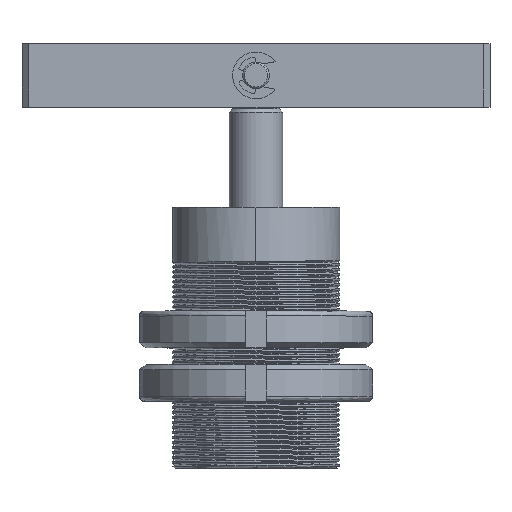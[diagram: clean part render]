
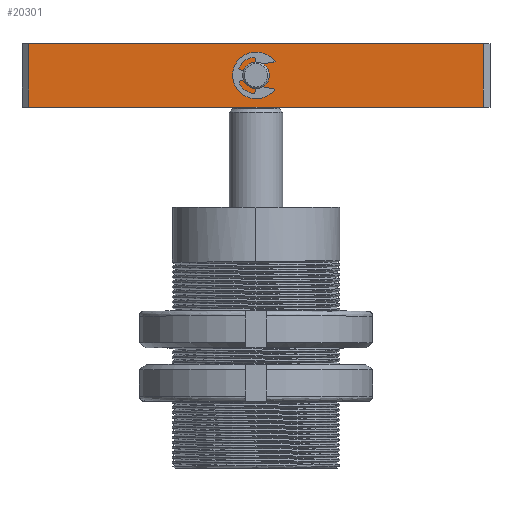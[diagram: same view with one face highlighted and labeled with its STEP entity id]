
A CAD part, top view. The second image highlights one B-rep face of the part: STEP entity #20301.
In plain terms, the highlighted face is planar.
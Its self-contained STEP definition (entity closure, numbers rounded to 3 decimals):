
#614 = DIRECTION ( 'NONE',  ( 0., 0., 1. ) ) ;
#3516 = CARTESIAN_POINT ( 'NONE',  ( 13462.757, 2336.591, 9.5 ) ) ;
#4359 = DIRECTION ( 'NONE',  ( 0., 0., 1. ) ) ;
#5175 = VECTOR ( 'NONE', #33130, 1000. ) ;
#5366 = CARTESIAN_POINT ( 'NONE',  ( 13530.757, 2336.591, 19. ) ) ;
#7053 = CIRCLE ( 'NONE', #42883, 4. ) ;
#7241 = CARTESIAN_POINT ( 'NONE',  ( 0., 2336.591, 0. ) ) ;
#7495 = DIRECTION ( 'NONE',  ( 0., 0., 1. ) ) ;
#7541 = DIRECTION ( 'NONE',  ( 1., 0., 0. ) ) ;
#8101 = CARTESIAN_POINT ( 'NONE',  ( 13530.757, 2336.591, 0. ) ) ;
#9389 = EDGE_CURVE ( 'NONE', #26781, #36625, #7053, .T. ) ;
#9661 = EDGE_CURVE ( 'NONE', #33178, #39916, #13913, .T. ) ;
#9917 = AXIS2_PLACEMENT_3D ( 'NONE', #48136, #24387, #614 ) ;
#11889 = VERTEX_POINT ( 'NONE', #13023 ) ;
#12723 = VERTEX_POINT ( 'NONE', #8101 ) ;
#13023 = CARTESIAN_POINT ( 'NONE',  ( 13530.757, 2336.591, 19. ) ) ;
#13913 = LINE ( 'NONE', #32458, #34991 ) ;
#14537 = LINE ( 'NONE', #5366, #5175 ) ;
#15265 = DIRECTION ( 'NONE',  ( 1., 0., 0. ) ) ;
#15734 = EDGE_CURVE ( 'NONE', #12723, #11889, #14537, .T. ) ;
#19034 = EDGE_LOOP ( 'NONE', ( #51049, #48159, #26003, #42588 ) ) ;
#20301 = ADVANCED_FACE ( 'NONE', ( #31166, #51006 ), #35941, .F. ) ;
#20665 = DIRECTION ( 'NONE',  ( 0., 0., 1. ) ) ;
#20926 = CARTESIAN_POINT ( 'NONE',  ( 13394.757, 2336.591, 0. ) ) ;
#24199 = EDGE_CURVE ( 'NONE', #36625, #26781, #28782, .T. ) ;
#24387 = DIRECTION ( 'NONE',  ( 0., -1., 0. ) ) ;
#25117 = ORIENTED_EDGE ( 'NONE', *, *, #24199, .F. ) ;
#26003 = ORIENTED_EDGE ( 'NONE', *, *, #46264, .T. ) ;
#26781 = VERTEX_POINT ( 'NONE', #26818 ) ;
#26818 = CARTESIAN_POINT ( 'NONE',  ( 13462.757, 2336.591, 5.5 ) ) ;
#26889 = EDGE_CURVE ( 'NONE', #39916, #11889, #36917, .T. ) ;
#28108 = DIRECTION ( 'NONE',  ( 0., 1., 0. ) ) ;
#28782 = CIRCLE ( 'NONE', #9917, 4. ) ;
#28840 = AXIS2_PLACEMENT_3D ( 'NONE', #47876, #28108, #4359 ) ;
#31166 = FACE_BOUND ( 'NONE', #45703, .T. ) ;
#31254 = DIRECTION ( 'NONE',  ( 0., -1., 0. ) ) ;
#31386 = VECTOR ( 'NONE', #15265, 1000. ) ;
#32458 = CARTESIAN_POINT ( 'NONE',  ( 13394.757, 2336.591, 19. ) ) ;
#33130 = DIRECTION ( 'NONE',  ( 0., 0., 1. ) ) ;
#33178 = VERTEX_POINT ( 'NONE', #20926 ) ;
#34991 = VECTOR ( 'NONE', #20665, 1000. ) ;
#35941 = PLANE ( 'NONE',  #28840 ) ;
#36625 = VERTEX_POINT ( 'NONE', #47659 ) ;
#36917 = LINE ( 'NONE', #50560, #41242 ) ;
#37823 = ORIENTED_EDGE ( 'NONE', *, *, #9389, .F. ) ;
#39916 = VERTEX_POINT ( 'NONE', #45160 ) ;
#41242 = VECTOR ( 'NONE', #7541, 1000. ) ;
#41944 = LINE ( 'NONE', #7241, #31386 ) ;
#42588 = ORIENTED_EDGE ( 'NONE', *, *, #15734, .T. ) ;
#42883 = AXIS2_PLACEMENT_3D ( 'NONE', #3516, #31254, #7495 ) ;
#45160 = CARTESIAN_POINT ( 'NONE',  ( 13394.757, 2336.591, 19. ) ) ;
#45703 = EDGE_LOOP ( 'NONE', ( #25117, #37823 ) ) ;
#46264 = EDGE_CURVE ( 'NONE', #33178, #12723, #41944, .T. ) ;
#47659 = CARTESIAN_POINT ( 'NONE',  ( 13462.757, 2336.591, 13.5 ) ) ;
#47876 = CARTESIAN_POINT ( 'NONE',  ( 13394.757, 2336.591, 19. ) ) ;
#48136 = CARTESIAN_POINT ( 'NONE',  ( 13462.757, 2336.591, 9.5 ) ) ;
#48159 = ORIENTED_EDGE ( 'NONE', *, *, #9661, .F. ) ;
#50560 = CARTESIAN_POINT ( 'NONE',  ( 0., 2336.591, 19. ) ) ;
#51006 = FACE_OUTER_BOUND ( 'NONE', #19034, .T. ) ;
#51049 = ORIENTED_EDGE ( 'NONE', *, *, #26889, .F. ) ;
